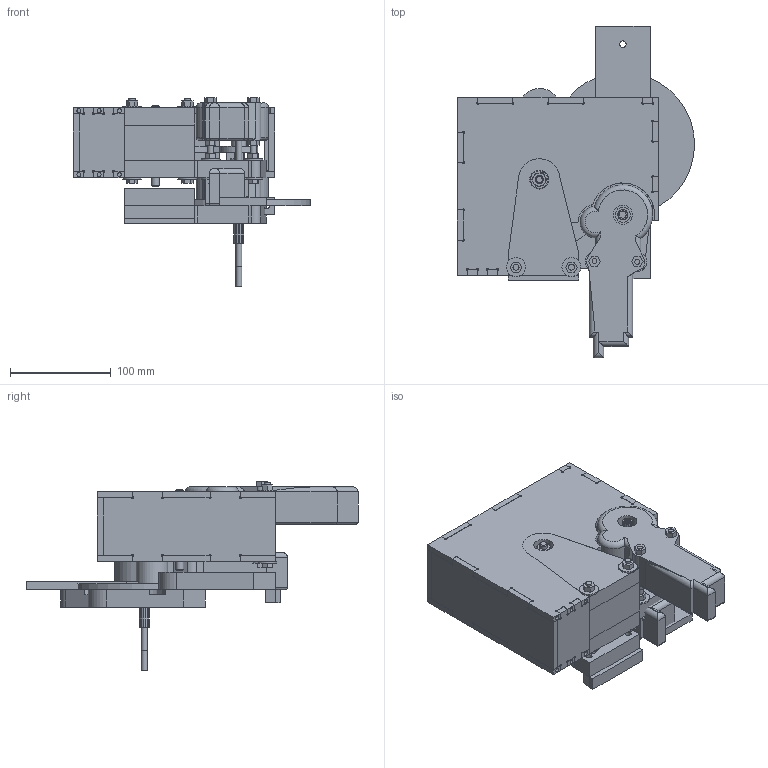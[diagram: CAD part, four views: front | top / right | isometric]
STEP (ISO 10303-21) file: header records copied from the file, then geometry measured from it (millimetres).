
FILE_DESCRIPTION( ( 'Unknown' ), '1' );
FILE_NAME( 'Hardware_00.stp', 'Unknown', ( 'Unknown' ), ( 'Unknown' ), 'PSStep 13.0', 'Unknown', ' ' );
FILE_SCHEMA( ( 'AUTOMOTIVE_DESIGN { 1 0 10303 214 1 1 1 1 }' ) );
Length unit declared in the file: millimetre
Products named in the file (33): groove_ball_bearing_-_608-z_0; Assem1; groove_ball_bearing_-_608-z_0_01; groove_ball_bearing_-_608-z_0_02; groove_ball_bearing_-_608-z_0_03; groove_ball_bearing_-_608-z_0_04; Exzenter; Gehauesehaelfte2; RAD_B; RADD_B; Spacer_Offen; Tuer_Motor_Koppler_02; Fassschutz_hinten; Schliessblech_01; Fassschutz_Vorn; Motor_03; Fassschutz_oben; Fassschutz_rechts; Fassschutz_links; Fassschutz_unten; Washer_ANSI_B18_22M_B_6_v8.95; Nut_DIN_EN_ISO_4032_2001_M6_v8.95; Screw_ISO_4017_1999_M6x60_v8.95; Screw_ISO_4017_1999_M6x80_v8.95; washer_din_6902-a_m8-200_hv; Gehaueseverbinder; Drehring; M8_80_Gewindestange; Sternprofil; 22011b8; Endswitch; Spacer_Motor_Ritzel; M3_Senkkopf_12mm
Bounding box: 235.51 x 329.67 x 187.4 mm (x, y, z)
Volume: 2628121 mm3; surface area: 759576.9 mm2
Topology: 107 solids, 107 shells, 1738 faces, 4237 edges, 2759 vertices
Faces by surface type: plane 1101, cylinder 484, cone 111, torus 42
Full cylindrical faces by diameter (mm): 2 x14, 2.2 x3, 3 x3, 4 x15, 4.917 x15, 5.35 x8, 6 x8, 6.1 x12, 6.5 x10, 6.647 x6, 6.7 x14, 7 x4, 7.266 x2, 7.608 x2, 8 x9, 10 x2, 11.8 x8, 12.088 x4, 15 x8, 16 x3, 18.125 x8, 18.8 x14, 19 x10, 22 x4, 22.1 x4, 24 x2, 32 x2, 37.5 x2, 142.5 x2
Entity records: 25776 total; most frequent: CARTESIAN_POINT 3664, DIRECTION 3464, ORIENTED_EDGE 3218, EDGE_CURVE 1609, LINE 1162, VECTOR 1162, AXIS2_PLACEMENT_3D 1151, VERTEX_POINT 1105
